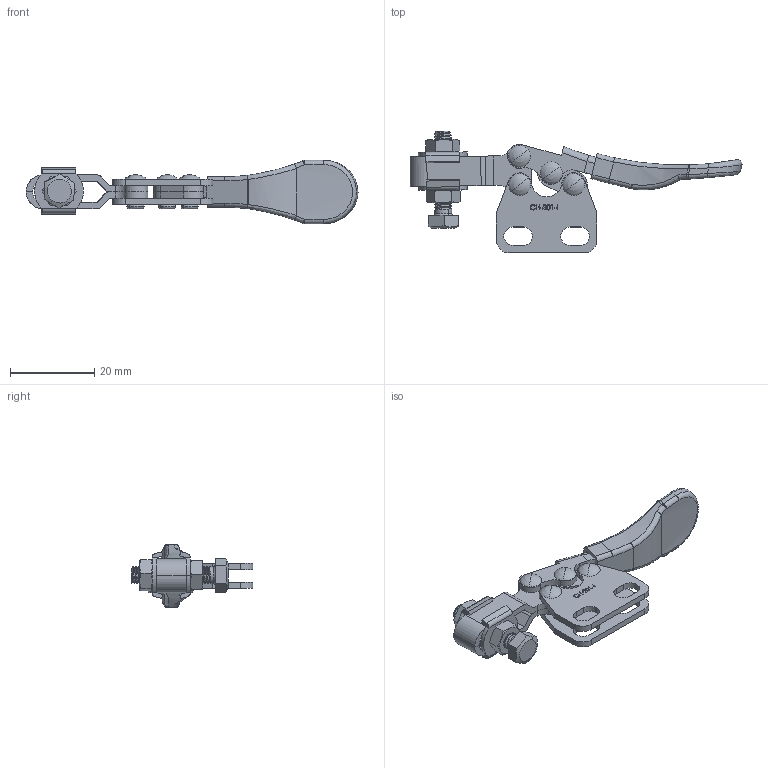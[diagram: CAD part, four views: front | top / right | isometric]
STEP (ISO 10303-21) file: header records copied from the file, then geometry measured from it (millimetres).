
FILE_DESCRIPTION (( 'STEP AP203' ), '1' );
FILE_NAME ('CH-201-I.STEP', '2012-09-27T03:29:44', ( '微软用户' ), ( '微软中国' ), 'SwSTEP 2.0', 'SolidWorks 2010', '' );
FILE_SCHEMA (( 'CONFIG_CONTROL_DESIGN' ));
Length unit declared in the file: millimetre
Products named in the file (11): CH-201-A-04; CH-201-03 HANDLE; CH-SA-042007 SPINDLE SUPPLIED; CH-FW-080; CH-201-I; CH-201-I-01 FLANGED BASE; CH-201-02 U-BAR; CH-201-A-03; CH-201-A-05; CH-201-A-06; M4 Nut
Assembly tree (16 placements, depth 3):
  CH-201-I
    CH-201-A-06  x4
    CH-201-A-04  x2
    CH-201-I-01 FLANGED BASE
    CH-FW-080  x2
    CH-201-02 U-BAR
    CH-201-03 HANDLE
      CH-201-A-05
      CH-201-A-03
    CH-SA-042007 SPINDLE SUPPLIED
    M4 Nut  x2
Bounding box: 78.75 x 28.9 x 15 mm (x, y, z)
Volume: 4538.4 mm3; surface area: 8587.4 mm2
Topology: 17 solids, 17 shells, 748 faces, 1980 edges, 1281 vertices
Faces by surface type: plane 273, cylinder 218, bspline 176, torus 44, cone 31, sphere 6
Entity records: 40776 total; most frequent: CARTESIAN_POINT 24604, ORIENTED_EDGE 3478, DIRECTION 2464, EDGE_CURVE 1739, VERTEX_POINT 1143, VECTOR 902, LINE 902, AXIS2_PLACEMENT_3D 781
